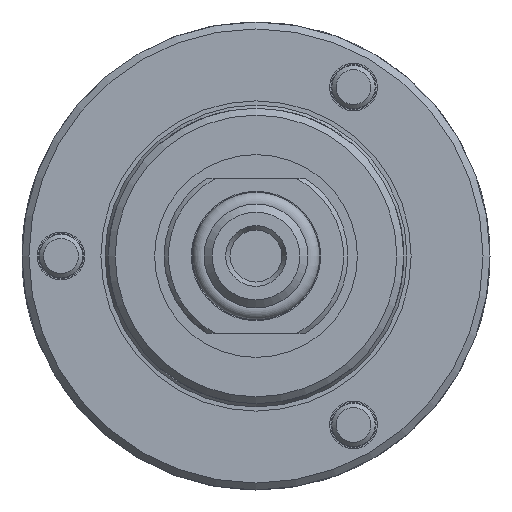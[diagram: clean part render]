
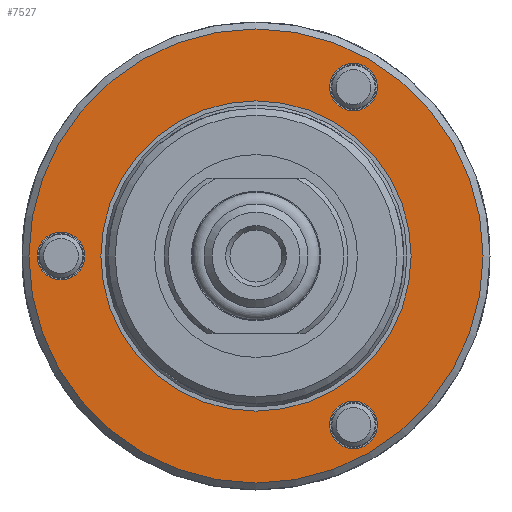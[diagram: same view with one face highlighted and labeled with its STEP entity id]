
A CAD part, left-side view. The second image highlights one B-rep face of the part: STEP entity #7527.
In plain terms, the highlighted planar face has unit normal (-1, 0, 0).
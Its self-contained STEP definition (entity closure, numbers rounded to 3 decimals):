
#605=FACE_BOUND('',#2289,.T.);
#606=FACE_BOUND('',#2290,.T.);
#607=FACE_BOUND('',#2291,.T.);
#608=FACE_BOUND('',#2292,.T.);
#660=PLANE('',#8046);
#1844=FACE_OUTER_BOUND('',#2288,.T.);
#2288=EDGE_LOOP('',(#5232));
#2289=EDGE_LOOP('',(#5233));
#2290=EDGE_LOOP('',(#5234));
#2291=EDGE_LOOP('',(#5235));
#2292=EDGE_LOOP('',(#5236,#5237));
#2787=CIRCLE('',#8044,17.9);
#2788=CIRCLE('',#8045,17.9);
#2789=CIRCLE('',#8047,26.2);
#2790=CIRCLE('',#8048,2.75);
#2791=CIRCLE('',#8049,2.75);
#2792=CIRCLE('',#8050,2.75);
#3128=VERTEX_POINT('',#10941);
#3129=VERTEX_POINT('',#10942);
#3130=VERTEX_POINT('',#10947);
#3131=VERTEX_POINT('',#10949);
#3132=VERTEX_POINT('',#10951);
#3133=VERTEX_POINT('',#10953);
#3954=EDGE_CURVE('',#3128,#3129,#2787,.T.);
#3955=EDGE_CURVE('',#3129,#3128,#2788,.T.);
#3957=EDGE_CURVE('',#3130,#3130,#2789,.T.);
#3958=EDGE_CURVE('',#3131,#3131,#2790,.T.);
#3959=EDGE_CURVE('',#3132,#3132,#2791,.T.);
#3960=EDGE_CURVE('',#3133,#3133,#2792,.T.);
#5232=ORIENTED_EDGE('',*,*,#3957,.F.);
#5233=ORIENTED_EDGE('',*,*,#3958,.T.);
#5234=ORIENTED_EDGE('',*,*,#3959,.T.);
#5235=ORIENTED_EDGE('',*,*,#3960,.T.);
#5236=ORIENTED_EDGE('',*,*,#3954,.T.);
#5237=ORIENTED_EDGE('',*,*,#3955,.T.);
#7527=ADVANCED_FACE('',(#1844,#605,#606,#607,#608),#660,.T.);
#8044=AXIS2_PLACEMENT_3D('',#10943,#8801,#8802);
#8045=AXIS2_PLACEMENT_3D('',#10944,#8803,#8804);
#8046=AXIS2_PLACEMENT_3D('',#10946,#8806,#8807);
#8047=AXIS2_PLACEMENT_3D('',#10948,#8808,#8809);
#8048=AXIS2_PLACEMENT_3D('',#10950,#8810,#8811);
#8049=AXIS2_PLACEMENT_3D('',#10952,#8812,#8813);
#8050=AXIS2_PLACEMENT_3D('',#10954,#8814,#8815);
#8801=DIRECTION('center_axis',(1.,0.,0.));
#8802=DIRECTION('ref_axis',(0.,1.,0.));
#8803=DIRECTION('center_axis',(1.,0.,0.));
#8804=DIRECTION('ref_axis',(0.,1.,0.));
#8806=DIRECTION('center_axis',(-1.,0.,0.));
#8807=DIRECTION('ref_axis',(0.,0.,1.));
#8808=DIRECTION('center_axis',(1.,0.,0.));
#8809=DIRECTION('ref_axis',(0.,-1.,0.));
#8810=DIRECTION('center_axis',(1.,0.,0.));
#8811=DIRECTION('ref_axis',(0.,0.,-1.));
#8812=DIRECTION('center_axis',(1.,0.,0.));
#8813=DIRECTION('ref_axis',(0.,0.866,0.5));
#8814=DIRECTION('center_axis',(1.,0.,0.));
#8815=DIRECTION('ref_axis',(0.,-0.866,0.5));
#10941=CARTESIAN_POINT('',(5.,17.9,0.));
#10942=CARTESIAN_POINT('',(5.,-17.9,0.));
#10943=CARTESIAN_POINT('Origin',(5.,0.,0.));
#10944=CARTESIAN_POINT('Origin',(5.,0.,0.));
#10946=CARTESIAN_POINT('Origin',(5.,21.133,0.));
#10947=CARTESIAN_POINT('',(5.,26.2,0.));
#10948=CARTESIAN_POINT('Origin',(5.,0.,0.));
#10949=CARTESIAN_POINT('',(5.,22.5,2.75));
#10950=CARTESIAN_POINT('Origin',(5.,22.5,0.));
#10951=CARTESIAN_POINT('',(5.,-13.632,18.111));
#10952=CARTESIAN_POINT('Origin',(5.,-11.25,19.486));
#10953=CARTESIAN_POINT('',(5.,-8.868,-20.861));
#10954=CARTESIAN_POINT('Origin',(5.,-11.25,-19.486));
